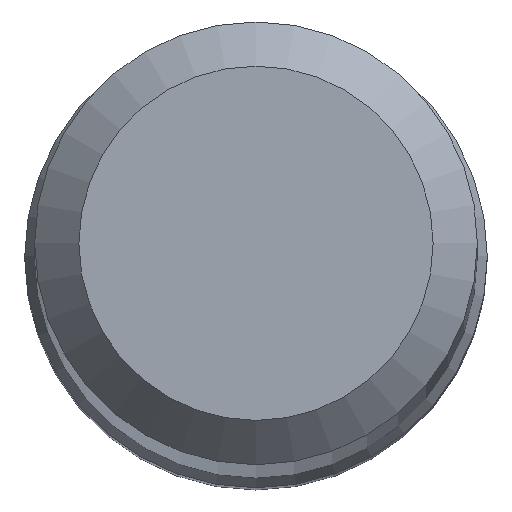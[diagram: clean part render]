
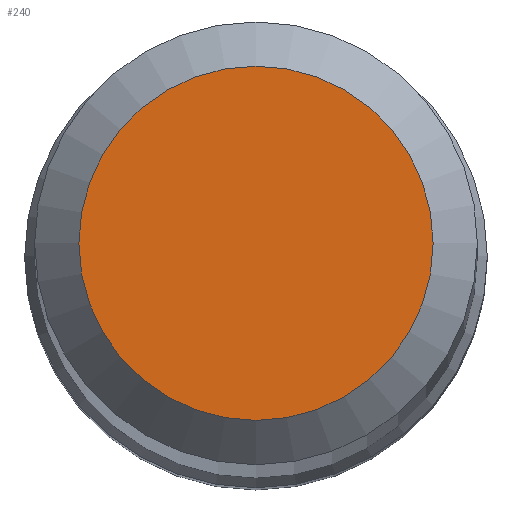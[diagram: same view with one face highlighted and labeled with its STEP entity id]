
A CAD part, top view. The second image highlights one B-rep face of the part: STEP entity #240.
In plain terms, the highlighted planar face has unit normal (0, 0, 1).
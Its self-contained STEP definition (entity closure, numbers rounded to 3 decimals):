
#4 = FACE_OUTER_BOUND ( 'NONE', #95, .T. ) ;
#6 = CARTESIAN_POINT ( 'NONE',  ( 0., 0., 80. ) ) ;
#10 = CARTESIAN_POINT ( 'NONE',  ( 0., 0., 80. ) ) ;
#37 = ORIENTED_EDGE ( 'NONE', *, *, #133, .F. ) ;
#68 = PLANE ( 'NONE',  #70 ) ;
#70 = AXIS2_PLACEMENT_3D ( 'NONE', #10, #78, #185 ) ;
#73 = AXIS2_PLACEMENT_3D ( 'NONE', #6, #143, #86 ) ;
#76 = CARTESIAN_POINT ( 'NONE',  ( 0., 1.6, 80. ) ) ;
#78 = DIRECTION ( 'NONE',  ( 0., 0., -1. ) ) ;
#86 = DIRECTION ( 'NONE',  ( 0., 1., 0. ) ) ;
#95 = EDGE_LOOP ( 'NONE', ( #37 ) ) ;
#116 = CIRCLE ( 'NONE', #73, 1.6 ) ;
#133 = EDGE_CURVE ( 'NONE', #203, #203, #116, .T. ) ;
#143 = DIRECTION ( 'NONE',  ( 0., 0., -1. ) ) ;
#185 = DIRECTION ( 'NONE',  ( 0., 1., 0. ) ) ;
#203 = VERTEX_POINT ( 'NONE', #76 ) ;
#240 = ADVANCED_FACE ( 'NONE', ( #4 ), #68, .F. ) ;
